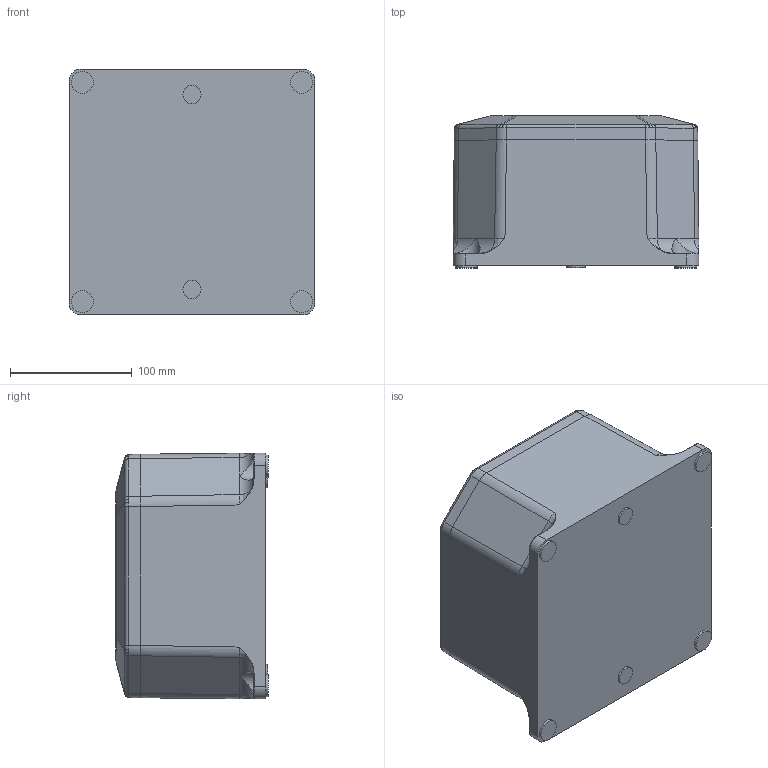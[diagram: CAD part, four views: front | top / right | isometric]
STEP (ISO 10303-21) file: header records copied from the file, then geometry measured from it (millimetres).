
FILE_DESCRIPTION(/* description */ (''),/* implementation_level */ '2;1');
FILE_NAME(/* name */ '940122.stp',/* time_stamp */ '2023-07-02T22:34:00+05:00',/* author */ ('pradhakrishnan'),/* organization */ (''),/* preprocessor_version */ 'ST-DEVELOPER v18',/* originating_system */ 'Autodesk Inventor 2020',/* authorisation */ '');
FILE_SCHEMA (('AUTOMOTIVE_DESIGN { 1 0 10303 214 3 1 1 }'));
Length unit declared in the file: millimetre
Products named in the file (1): 940122
Bounding box: 201.8 x 125 x 201.8 mm (x, y, z)
Volume: 4558716.2 mm3; surface area: 163069.9 mm2
Topology: 1 solids, 1 shells, 182 faces, 414 edges, 232 vertices
Faces by surface type: cylinder 70, bspline 60, plane 44, sphere 8
Full cylindrical faces by diameter (mm): 15 x2, 18 x4
Entity records: 6683 total; most frequent: CARTESIAN_POINT 2465, DIRECTION 872, ORIENTED_EDGE 812, EDGE_CURVE 406, AXIS2_PLACEMENT_3D 367, VERTEX_POINT 232, EDGE_LOOP 188, STYLED_ITEM 183
